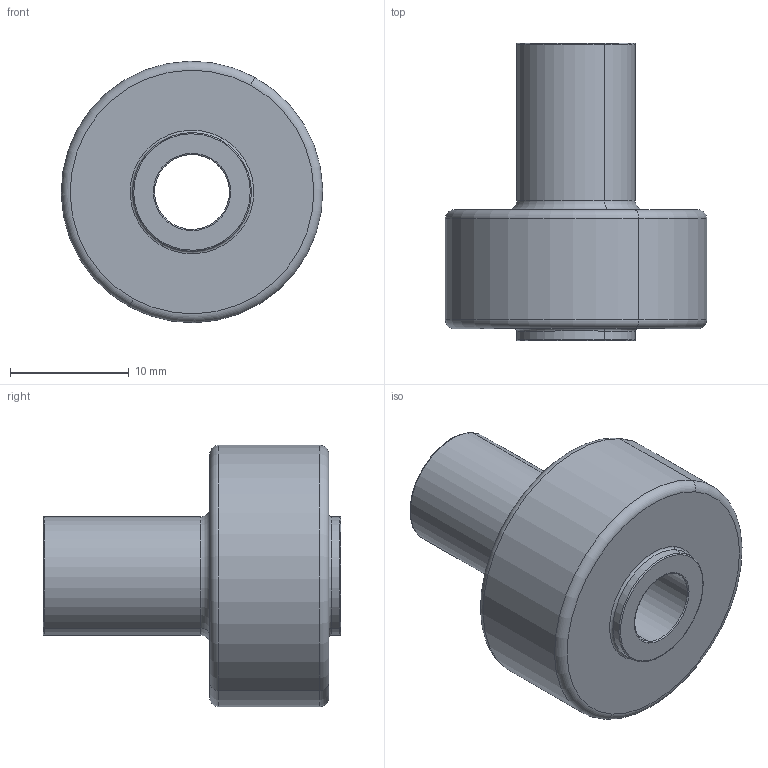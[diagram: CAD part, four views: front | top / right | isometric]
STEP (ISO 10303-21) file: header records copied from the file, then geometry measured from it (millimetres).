
FILE_DESCRIPTION(('CATIA V5 STEP Exchange'),'2;1');
FILE_NAME('800010035.stp','2017-12-29T12:27:50+00:00',('none'),('none'),'CATIA Version 5 Release 21 GA (IN-10)','CATIA V5 STEP AP203','none');
FILE_SCHEMA(('CONFIG_CONTROL_DESIGN'));
Length unit declared in the file: millimetre
Products named in the file (1): 800010035
Bounding box: 21.99 x 25 x 21.99 mm (x, y, z)
Volume: 4187.7 mm3; surface area: 2293.2 mm2
Topology: 1 solids, 1 shells, 28 faces, 56 edges, 32 vertices
Faces by surface type: torus 16, cylinder 8, plane 4
Entity records: 673 total; most frequent: ORIENTED_EDGE 112, CARTESIAN_POINT 104, DIRECTION 86, AXIS2_PLACEMENT_3D 64, EDGE_CURVE 56, CIRCLE 48, EDGE_LOOP 32, VERTEX_POINT 32
